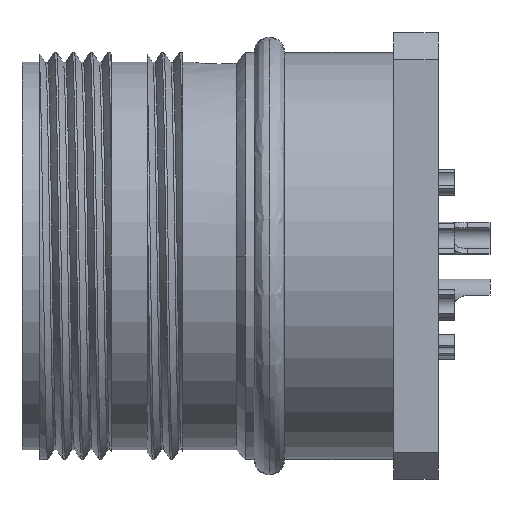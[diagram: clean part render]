
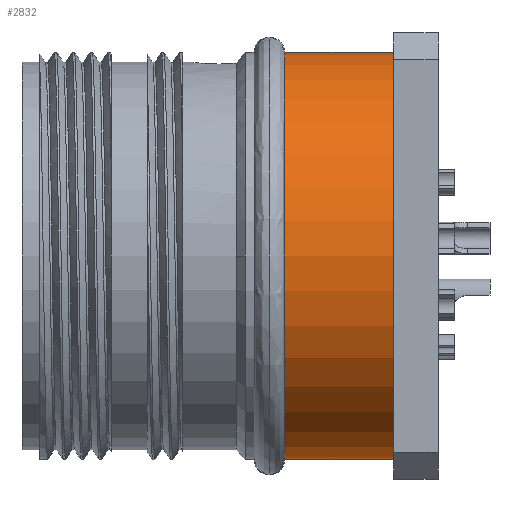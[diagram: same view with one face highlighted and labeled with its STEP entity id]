
A CAD part, front view. The second image highlights one B-rep face of the part: STEP entity #2832.
In plain terms, the highlighted cylindrical face has radius 11.4 mm (diameter 22.8 mm), a partial arc.
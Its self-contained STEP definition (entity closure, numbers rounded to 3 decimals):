
#213 = DIRECTION ( 'NONE',  ( 0., 0., 1. ) ) ;
#216 = CARTESIAN_POINT ( 'NONE',  ( -1.363, -1.895, 21.665 ) ) ;
#233 = DIRECTION ( 'NONE',  ( -1., 0., 0. ) ) ;
#504 = CARTESIAN_POINT ( 'NONE',  ( 19.437, -1.895, 10.265 ) ) ;
#577 = ORIENTED_EDGE ( 'NONE', *, *, #8764, .F. ) ;
#715 = DIRECTION ( 'NONE',  ( 0., 0., 1. ) ) ;
#789 = CARTESIAN_POINT ( 'NONE',  ( 13.337, -1.895, 10.265 ) ) ;
#1096 = FACE_OUTER_BOUND ( 'NONE', #7378, .T. ) ;
#1499 = DIRECTION ( 'NONE',  ( -1., 0., 0. ) ) ;
#1637 = DIRECTION ( 'NONE',  ( 0., 0., 1. ) ) ;
#1897 = AXIS2_PLACEMENT_3D ( 'NONE', #10329, #5398, #715 ) ;
#2394 = DIRECTION ( 'NONE',  ( -1., 0., 0. ) ) ;
#2738 = ORIENTED_EDGE ( 'NONE', *, *, #6887, .T. ) ;
#2832 = ADVANCED_FACE ( 'NONE', ( #1096 ), #7191, .T. ) ;
#3205 = CARTESIAN_POINT ( 'NONE',  ( 19.437, -1.895, 21.665 ) ) ;
#3600 = CARTESIAN_POINT ( 'NONE',  ( 13.337, -1.895, 33.065 ) ) ;
#3777 = VERTEX_POINT ( 'NONE', #3600 ) ;
#4542 = VERTEX_POINT ( 'NONE', #789 ) ;
#5013 = EDGE_CURVE ( 'NONE', #4542, #3777, #5331, .T. ) ;
#5331 = CIRCLE ( 'NONE', #1897, 11.4 ) ;
#5398 = DIRECTION ( 'NONE',  ( -1., 0., 0. ) ) ;
#5410 = CARTESIAN_POINT ( 'NONE',  ( -1.363, -1.895, 10.265 ) ) ;
#5505 = VECTOR ( 'NONE', #5869, 1000. ) ;
#5869 = DIRECTION ( 'NONE',  ( -1., 0., 0. ) ) ;
#5936 = VECTOR ( 'NONE', #1499, 1000. ) ;
#6628 = CARTESIAN_POINT ( 'NONE',  ( -1.363, -1.895, 33.065 ) ) ;
#6887 = EDGE_CURVE ( 'NONE', #8576, #7914, #7600, .T. ) ;
#7191 = CYLINDRICAL_SURFACE ( 'NONE', #7199, 11.4 ) ;
#7199 = AXIS2_PLACEMENT_3D ( 'NONE', #216, #233, #213 ) ;
#7378 = EDGE_LOOP ( 'NONE', ( #577, #2738, #9415, #8148 ) ) ;
#7403 = CARTESIAN_POINT ( 'NONE',  ( 19.437, -1.895, 33.065 ) ) ;
#7600 = CIRCLE ( 'NONE', #9217, 11.4 ) ;
#7914 = VERTEX_POINT ( 'NONE', #7403 ) ;
#7993 = LINE ( 'NONE', #6628, #5505 ) ;
#8021 = EDGE_CURVE ( 'NONE', #7914, #3777, #7993, .T. ) ;
#8148 = ORIENTED_EDGE ( 'NONE', *, *, #5013, .F. ) ;
#8161 = LINE ( 'NONE', #5410, #5936 ) ;
#8576 = VERTEX_POINT ( 'NONE', #504 ) ;
#8764 = EDGE_CURVE ( 'NONE', #8576, #4542, #8161, .T. ) ;
#9217 = AXIS2_PLACEMENT_3D ( 'NONE', #3205, #2394, #1637 ) ;
#9415 = ORIENTED_EDGE ( 'NONE', *, *, #8021, .T. ) ;
#10329 = CARTESIAN_POINT ( 'NONE',  ( 13.337, -1.895, 21.665 ) ) ;
